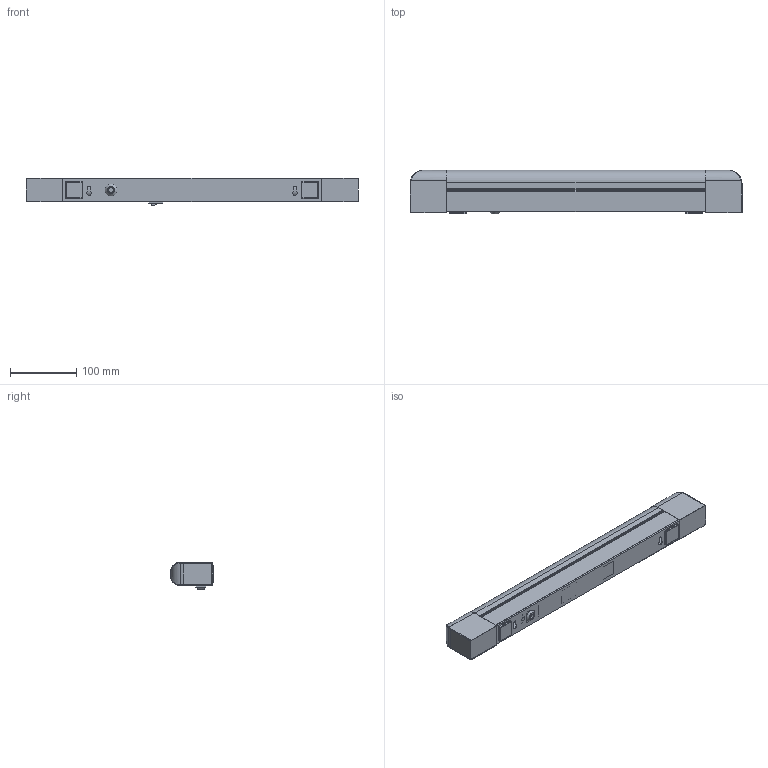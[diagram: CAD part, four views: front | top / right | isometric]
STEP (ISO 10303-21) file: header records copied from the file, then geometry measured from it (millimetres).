
FILE_DESCRIPTION (( 'STEP AP203' ), '1' );
FILE_NAME ('LLPO0-3011-1-15-K01 Ñâåòèëüíèê ËÏÎ3011 15Âò 230Â T8_13 ÈÝÊ.STEP', '2017-07-04T11:47:44', ( '' ), ( '' ), 'SwSTEP 2.0', 'SolidWorks 2014', '' );
FILE_SCHEMA (( 'CONFIG_CONTROL_DESIGN' ));
Length unit declared in the file: millimetre
Products named in the file (1): LLPO0-3011-1-15-K01 Ñâåòèëüíèê ËÏÎ3011 15Âò 230Â T8_13 ÈÝÊ
Bounding box: 500 x 66.02 x 42 mm (x, y, z)
Volume: 421880.5 mm3; surface area: 262896.8 mm2
Topology: 4 solids, 8 shells, 325 faces, 762 edges, 452 vertices
Faces by surface type: plane 195, cylinder 92, torus 16, bspline 12, sphere 8, cone 2
Full cylindrical faces by diameter (mm): 6.014 x1, 6.483 x1, 7.4 x1, 27 x1
Entity records: 10010 total; most frequent: CARTESIAN_POINT 2638, DIRECTION 1519, ORIENTED_EDGE 1478, EDGE_CURVE 739, LINE 513, VECTOR 513, AXIS2_PLACEMENT_3D 503, VERTEX_POINT 450
